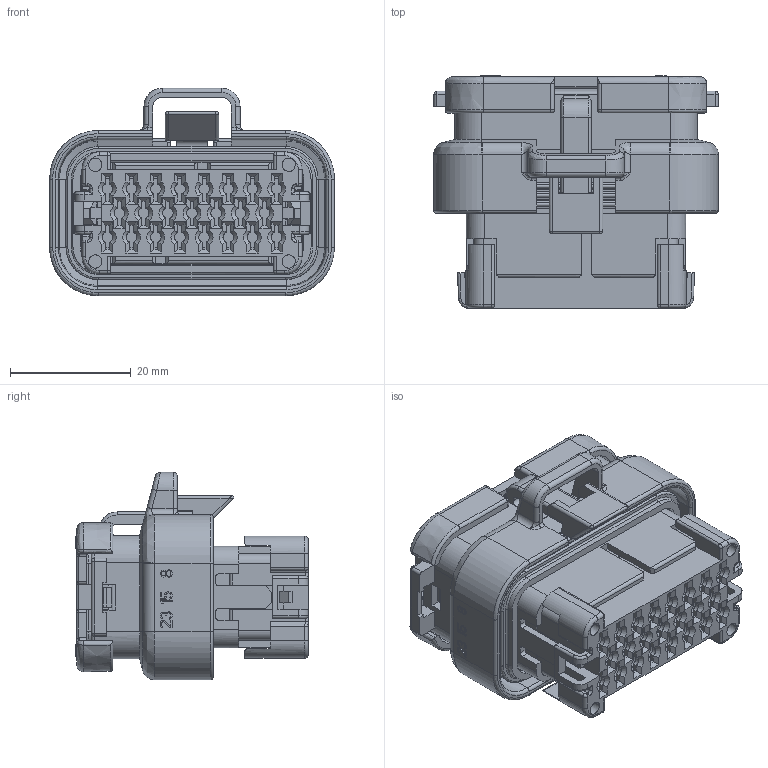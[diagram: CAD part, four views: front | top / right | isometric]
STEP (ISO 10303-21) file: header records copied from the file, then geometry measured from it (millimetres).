
FILE_DESCRIPTION( ('This file contains a STEP AP42 implementation' ,'as created by ZW3D STEP Interface translator.') ,'2;1' );
FILE_NAME( '74040-3FC014AN00WAX(W).stp' ,'23 314.211058', (''), ('ZWCAD Software Co.'), 'Version 1.0', 'ZW3D to STEP translator', '' );
FILE_SCHEMA(('AUTOMOTIVE_DESIGN { 1 0 10303 214 1 1 1 1 }'));
Length unit declared in the file: millimetre
Products named in the file (2): 0; 111
Bounding box: 47.3 x 38.45 x 34.3 mm (x, y, z)
Volume: 25149 mm3; surface area: 21991.4 mm2
Topology: 1 solids, 25 shells, 2949 faces, 7812 edges, 4922 vertices
Faces by surface type: plane 1661, cylinder 762, bspline 282, cone 222, sphere 22
Entity records: 135340 total; most frequent: CARTESIAN_POINT 74666, ORIENTED_EDGE 15616, EDGE_CURVE 7808, B_SPLINE_CURVE_WITH_KNOTS 6869, DIRECTION 6288, VERTEX_POINT 4912, EDGE_LOOP 3054, FACE_OUTER_BOUND 2949
